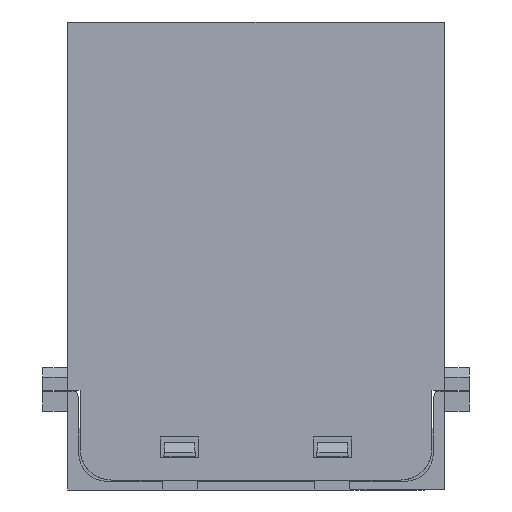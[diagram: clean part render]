
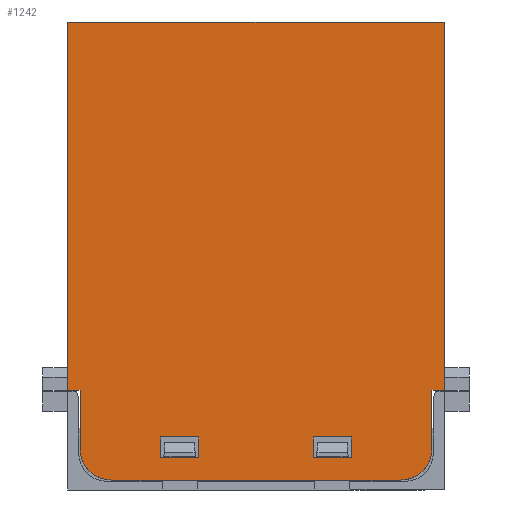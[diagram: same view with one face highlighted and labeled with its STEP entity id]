
A CAD part, front view. The second image highlights one B-rep face of the part: STEP entity #1242.
In plain terms, the highlighted planar face has unit normal (0, -1, 0).
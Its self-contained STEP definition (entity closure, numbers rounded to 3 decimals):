
#504=FACE_BOUND('',#3363,.T.);
#505=FACE_BOUND('',#3364,.T.);
#506=FACE_BOUND('',#3365,.T.);
#1242=ADVANCED_FACE('',(#504,#505,#506),#2085,.F.);
#2085=PLANE('',#16089);
#3363=EDGE_LOOP('',(#4976,#4977,#4978,#4979));
#3364=EDGE_LOOP('',(#4980,#4981,#4982,#4983));
#3365=EDGE_LOOP('',(#4984,#4985,#4986,#4987,#4988,#4989,#4990,#4991,#4992,
#4993));
#4448=CIRCLE('',#16087,2.5);
#4449=CIRCLE('',#16088,2.5);
#4976=ORIENTED_EDGE('',*,*,#11112,.F.);
#4977=ORIENTED_EDGE('',*,*,#11113,.T.);
#4978=ORIENTED_EDGE('',*,*,#11114,.T.);
#4979=ORIENTED_EDGE('',*,*,#11115,.T.);
#4980=ORIENTED_EDGE('',*,*,#11116,.F.);
#4981=ORIENTED_EDGE('',*,*,#11117,.T.);
#4982=ORIENTED_EDGE('',*,*,#11118,.F.);
#4983=ORIENTED_EDGE('',*,*,#11119,.F.);
#4984=ORIENTED_EDGE('',*,*,#11047,.F.);
#4985=ORIENTED_EDGE('',*,*,#11120,.T.);
#4986=ORIENTED_EDGE('',*,*,#11121,.F.);
#4987=ORIENTED_EDGE('',*,*,#11122,.T.);
#4988=ORIENTED_EDGE('',*,*,#11123,.T.);
#4989=ORIENTED_EDGE('',*,*,#11124,.T.);
#4990=ORIENTED_EDGE('',*,*,#11125,.T.);
#4991=ORIENTED_EDGE('',*,*,#11126,.F.);
#4992=ORIENTED_EDGE('',*,*,#11127,.F.);
#4993=ORIENTED_EDGE('',*,*,#11128,.F.);
#9468=VERTEX_POINT('',#21651);
#9471=VERTEX_POINT('',#21656);
#9536=VERTEX_POINT('',#21812);
#9537=VERTEX_POINT('',#21813);
#9538=VERTEX_POINT('',#21815);
#9539=VERTEX_POINT('',#21817);
#9540=VERTEX_POINT('',#21820);
#9541=VERTEX_POINT('',#21821);
#9542=VERTEX_POINT('',#21823);
#9543=VERTEX_POINT('',#21825);
#9544=VERTEX_POINT('',#21828);
#9545=VERTEX_POINT('',#21830);
#9546=VERTEX_POINT('',#21832);
#9547=VERTEX_POINT('',#21834);
#9548=VERTEX_POINT('',#21836);
#9549=VERTEX_POINT('',#21838);
#9550=VERTEX_POINT('',#21840);
#9551=VERTEX_POINT('',#21842);
#11047=EDGE_CURVE('',#9471,#9468,#13271,.T.);
#11112=EDGE_CURVE('',#9536,#9537,#13304,.T.);
#11113=EDGE_CURVE('',#9536,#9538,#13305,.T.);
#11114=EDGE_CURVE('',#9538,#9539,#13306,.T.);
#11115=EDGE_CURVE('',#9539,#9537,#13307,.T.);
#11116=EDGE_CURVE('',#9540,#9541,#13308,.T.);
#11117=EDGE_CURVE('',#9540,#9542,#13309,.T.);
#11118=EDGE_CURVE('',#9543,#9542,#13310,.T.);
#11119=EDGE_CURVE('',#9541,#9543,#13311,.T.);
#11120=EDGE_CURVE('',#9471,#9544,#13312,.T.);
#11121=EDGE_CURVE('',#9545,#9544,#13313,.T.);
#11122=EDGE_CURVE('',#9545,#9546,#13314,.T.);
#11123=EDGE_CURVE('',#9546,#9547,#4448,.T.);
#11124=EDGE_CURVE('',#9547,#9548,#13315,.T.);
#11125=EDGE_CURVE('',#9548,#9549,#4449,.T.);
#11126=EDGE_CURVE('',#9550,#9549,#13316,.T.);
#11127=EDGE_CURVE('',#9551,#9550,#13317,.T.);
#11128=EDGE_CURVE('',#9468,#9551,#13318,.T.);
#13271=LINE('',#21657,#14639);
#13304=LINE('',#21811,#14672);
#13305=LINE('',#21814,#14673);
#13306=LINE('',#21816,#14674);
#13307=LINE('',#21818,#14675);
#13308=LINE('',#21819,#14676);
#13309=LINE('',#21822,#14677);
#13310=LINE('',#21824,#14678);
#13311=LINE('',#21826,#14679);
#13312=LINE('',#21827,#14680);
#13313=LINE('',#21829,#14681);
#13314=LINE('',#21831,#14682);
#13315=LINE('',#21835,#14683);
#13316=LINE('',#21839,#14684);
#13317=LINE('',#21841,#14685);
#13318=LINE('',#21843,#14686);
#14639=VECTOR('',#17431,1.);
#14672=VECTOR('',#17578,1.);
#14673=VECTOR('',#17579,1.);
#14674=VECTOR('',#17580,1.);
#14675=VECTOR('',#17581,1.);
#14676=VECTOR('',#17582,1.);
#14677=VECTOR('',#17583,1.);
#14678=VECTOR('',#17584,1.);
#14679=VECTOR('',#17585,1.);
#14680=VECTOR('',#17586,1.);
#14681=VECTOR('',#17587,1.);
#14682=VECTOR('',#17588,1.);
#14683=VECTOR('',#17591,1.);
#14684=VECTOR('',#17594,1.);
#14685=VECTOR('',#17595,1.);
#14686=VECTOR('',#17596,1.);
#16087=AXIS2_PLACEMENT_3D('',#21833,#17589,#17590);
#16088=AXIS2_PLACEMENT_3D('',#21837,#17592,#17593);
#16089=AXIS2_PLACEMENT_3D('',#21844,#17597,#17598);
#17431=DIRECTION('',(1.,0.,0.));
#17578=DIRECTION('',(0.,0.,-1.));
#17579=DIRECTION('',(1.,0.,0.));
#17580=DIRECTION('',(0.,0.,-1.));
#17581=DIRECTION('',(-1.,0.,0.));
#17582=DIRECTION('',(-1.,0.,0.));
#17583=DIRECTION('',(0.,0.,-1.));
#17584=DIRECTION('',(1.,0.,0.));
#17585=DIRECTION('',(0.,0.,-1.));
#17586=DIRECTION('',(0.,0.,-1.));
#17587=DIRECTION('',(-1.,0.,0.));
#17588=DIRECTION('',(0.,0.,-1.));
#17589=DIRECTION('',(0.,-1.,0.));
#17590=DIRECTION('',(-1.,0.,0.));
#17591=DIRECTION('',(1.,0.,0.));
#17592=DIRECTION('',(0.,-1.,0.));
#17593=DIRECTION('',(-1.,0.,0.));
#17594=DIRECTION('',(0.,0.,-1.));
#17595=DIRECTION('',(-1.,0.,0.));
#17596=DIRECTION('',(0.,0.,-1.));
#17597=DIRECTION('',(0.,1.,0.));
#17598=DIRECTION('',(1.,0.,0.));
#21651=CARTESIAN_POINT('',(15.1,-14.6,-24.31));
#21656=CARTESIAN_POINT('',(-15.1,-14.6,-24.31));
#21657=CARTESIAN_POINT('',(14.075,-14.6,-24.31));
#21811=CARTESIAN_POINT('',(-7.65,-14.6,-24.31));
#21812=CARTESIAN_POINT('',(-7.65,-14.6,-57.56));
#21813=CARTESIAN_POINT('',(-7.65,-14.6,-59.21));
#21814=CARTESIAN_POINT('',(-7.65,-14.6,-57.56));
#21815=CARTESIAN_POINT('',(-4.6,-14.6,-57.56));
#21816=CARTESIAN_POINT('',(-4.6,-14.6,-24.31));
#21817=CARTESIAN_POINT('',(-4.6,-14.6,-59.21));
#21818=CARTESIAN_POINT('',(9.65,-14.6,-59.21));
#21819=CARTESIAN_POINT('',(14.075,-14.6,-57.56));
#21820=CARTESIAN_POINT('',(7.65,-14.6,-57.56));
#21821=CARTESIAN_POINT('',(4.6,-14.6,-57.56));
#21822=CARTESIAN_POINT('',(7.65,-14.6,-24.31));
#21823=CARTESIAN_POINT('',(7.65,-14.6,-59.21));
#21824=CARTESIAN_POINT('',(14.075,-14.6,-59.21));
#21825=CARTESIAN_POINT('',(4.6,-14.6,-59.21));
#21826=CARTESIAN_POINT('',(4.6,-14.6,-24.31));
#21827=CARTESIAN_POINT('',(-15.1,-14.6,-24.31));
#21828=CARTESIAN_POINT('',(-15.1,-14.6,-53.81));
#21829=CARTESIAN_POINT('',(14.075,-14.6,-53.81));
#21830=CARTESIAN_POINT('',(-14.1,-14.6,-53.81));
#21831=CARTESIAN_POINT('',(-14.1,-14.6,-24.31));
#21832=CARTESIAN_POINT('',(-14.1,-14.6,-58.51));
#21833=CARTESIAN_POINT('',(-11.6,-14.6,-58.51));
#21834=CARTESIAN_POINT('',(-11.6,-14.6,-61.01));
#21835=CARTESIAN_POINT('',(14.075,-14.6,-61.01));
#21836=CARTESIAN_POINT('',(11.6,-14.6,-61.01));
#21837=CARTESIAN_POINT('',(11.6,-14.6,-58.51));
#21838=CARTESIAN_POINT('',(14.1,-14.6,-58.51));
#21839=CARTESIAN_POINT('',(14.1,-14.6,-24.31));
#21840=CARTESIAN_POINT('',(14.1,-14.6,-53.81));
#21841=CARTESIAN_POINT('',(14.075,-14.6,-53.81));
#21842=CARTESIAN_POINT('',(15.1,-14.6,-53.81));
#21843=CARTESIAN_POINT('',(15.1,-14.6,-24.31));
#21844=CARTESIAN_POINT('',(14.075,-14.6,-24.31));
